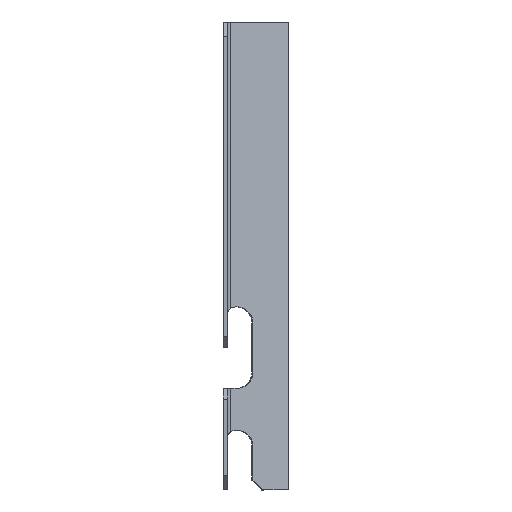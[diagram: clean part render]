
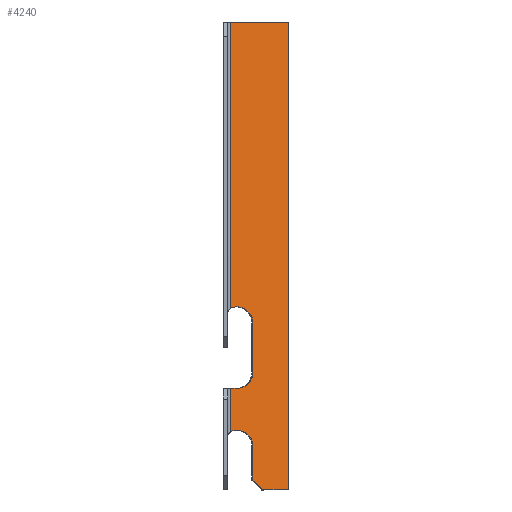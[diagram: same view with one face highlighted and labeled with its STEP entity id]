
A CAD part, left-side view. The second image highlights one B-rep face of the part: STEP entity #4240.
In plain terms, the highlighted planar face has unit normal (-0.966, -0.259, 0).
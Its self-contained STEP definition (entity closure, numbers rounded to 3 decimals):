
#565=DIRECTION('',(0.,0.,1.));
#566=VECTOR('',#565,70.386);
#567=CARTESIAN_POINT('',(99.172,80.783,44.614));
#568=LINE('',#567,#566);
#792=DIRECTION('',(0.259,-0.966,0.));
#793=VECTOR('',#792,14.762);
#794=CARTESIAN_POINT('',(99.172,80.783,115.));
#795=LINE('',#794,#793);
#796=DIRECTION('',(-0.259,0.966,0.));
#797=VECTOR('',#796,6.606);
#798=CARTESIAN_POINT('',(102.993,66.525,0.));
#799=LINE('',#798,#797);
#800=DIRECTION('',(0.183,-0.683,-0.707));
#801=VECTOR('',#800,3.454);
#802=CARTESIAN_POINT('',(100.651,75.264,2.442));
#803=LINE('',#802,#801);
#804=CARTESIAN_POINT('',(99.616,79.128,10.7));
#805=DIRECTION('',(0.966,0.259,0.));
#806=DIRECTION('',(-0.111,0.414,0.904));
#807=AXIS2_PLACEMENT_3D('',#804,#805,#806);
#809=DIRECTION('',(-0.259,0.966,0.));
#810=VECTOR('',#809,1.714);
#811=CARTESIAN_POINT('',(99.616,79.128,25.));
#812=LINE('',#811,#810);
#813=CARTESIAN_POINT('',(99.616,79.128,29.));
#814=DIRECTION('',(0.966,0.259,0.));
#815=DIRECTION('',(0.259,-0.966,0.));
#816=AXIS2_PLACEMENT_3D('',#813,#814,#815);
#818=DIRECTION('',(0.,0.,-1.));
#819=VECTOR('',#818,12.);
#820=CARTESIAN_POINT('',(100.651,75.264,41.));
#821=LINE('',#820,#819);
#822=CARTESIAN_POINT('',(99.616,79.128,41.));
#823=DIRECTION('',(0.966,0.259,0.));
#824=DIRECTION('',(-0.111,0.414,0.904));
#825=AXIS2_PLACEMENT_3D('',#822,#823,#824);
#831=DIRECTION('',(0.,0.,1.));
#832=VECTOR('',#831,115.);
#833=CARTESIAN_POINT('',(102.993,66.525,0.));
#834=LINE('',#833,#832);
#2294=DIRECTION('',(0.,0.,1.));
#2295=VECTOR('',#2294,8.258);
#2296=CARTESIAN_POINT('',(100.651,75.264,2.442));
#2297=LINE('',#2296,#2295);
#2447=DIRECTION('',(0.,0.,1.));
#2448=VECTOR('',#2447,10.686);
#2449=CARTESIAN_POINT('',(99.172,80.783,14.314));
#2450=LINE('',#2449,#2448);
#2678=CARTESIAN_POINT('',(101.283,72.906,
0.));
#2680=VERTEX_POINT('',#2678);
#2727=CARTESIAN_POINT('',(99.172,80.783,115.));
#2729=VERTEX_POINT('',#2727);
#3166=CARTESIAN_POINT('',(100.651,75.264,2.442));
#3167=VERTEX_POINT('',#3166);
#3168=CARTESIAN_POINT('',(100.651,75.264,10.7));
#3169=VERTEX_POINT('',#3168);
#3170=CARTESIAN_POINT('',(99.172,80.783,14.314));
#3171=VERTEX_POINT('',#3170);
#3172=CARTESIAN_POINT('',(99.172,80.783,25.));
#3173=VERTEX_POINT('',#3172);
#3174=CARTESIAN_POINT('',(99.616,79.128,25.));
#3175=VERTEX_POINT('',#3174);
#3176=CARTESIAN_POINT('',(100.651,75.264,29.));
#3177=VERTEX_POINT('',#3176);
#3178=CARTESIAN_POINT('',(100.651,75.264,41.));
#3179=VERTEX_POINT('',#3178);
#3180=CARTESIAN_POINT('',(99.172,80.783,44.614));
#3181=VERTEX_POINT('',#3180);
#3430=CARTESIAN_POINT('',(102.993,66.525,0.));
#3431=CARTESIAN_POINT('',(102.993,66.525,115.));
#3432=VERTEX_POINT('',#3430);
#3433=VERTEX_POINT('',#3431);
#4212=CARTESIAN_POINT('',(98.698,82.554,0.));
#4213=DIRECTION('',(-0.966,-0.259,0.));
#4214=DIRECTION('',(-0.259,0.966,0.));
#4215=AXIS2_PLACEMENT_3D('',#4212,#4213,#4214);
#4216=PLANE('',#4215);
#4217=ORIENTED_EDGE('',*,*,#3519,.T.);
#4219=ORIENTED_EDGE('',*,*,#4218,.F.);
#4220=ORIENTED_EDGE('',*,*,#3455,.T.);
#4222=ORIENTED_EDGE('',*,*,#4221,.F.);
#4224=ORIENTED_EDGE('',*,*,#4223,.T.);
#4226=ORIENTED_EDGE('',*,*,#4225,.F.);
#4228=ORIENTED_EDGE('',*,*,#4227,.T.);
#4230=ORIENTED_EDGE('',*,*,#4229,.F.);
#4232=ORIENTED_EDGE('',*,*,#4231,.F.);
#4234=ORIENTED_EDGE('',*,*,#4233,.F.);
#4236=ORIENTED_EDGE('',*,*,#4235,.F.);
#4237=ORIENTED_EDGE('',*,*,#3928,.T.);
#4238=EDGE_LOOP('',(#4217,#4219,#4220,#4222,#4224,#4226,#4228,#4230,#4232,#4234,
#4236,#4237));
#4239=FACE_OUTER_BOUND('',#4238,.F.);
#4240=ADVANCED_FACE('',(#4239),#4216,.T.);
#808=CIRCLE('',#807,4.);
#817=CIRCLE('',#816,4.);
#826=CIRCLE('',#825,4.);
#3455=EDGE_CURVE('',#3432,#2680,#799,.T.);
#3519=EDGE_CURVE('',#2729,#3433,#795,.T.);
#3928=EDGE_CURVE('',#3181,#2729,#568,.T.);
#4218=EDGE_CURVE('',#3432,#3433,#834,.T.);
#4221=EDGE_CURVE('',#3167,#2680,#803,.T.);
#4223=EDGE_CURVE('',#3167,#3169,#2297,.T.);
#4225=EDGE_CURVE('',#3171,#3169,#808,.T.);
#4227=EDGE_CURVE('',#3171,#3173,#2450,.T.);
#4229=EDGE_CURVE('',#3175,#3173,#812,.T.);
#4231=EDGE_CURVE('',#3177,#3175,#817,.T.);
#4233=EDGE_CURVE('',#3179,#3177,#821,.T.);
#4235=EDGE_CURVE('',#3181,#3179,#826,.T.);
